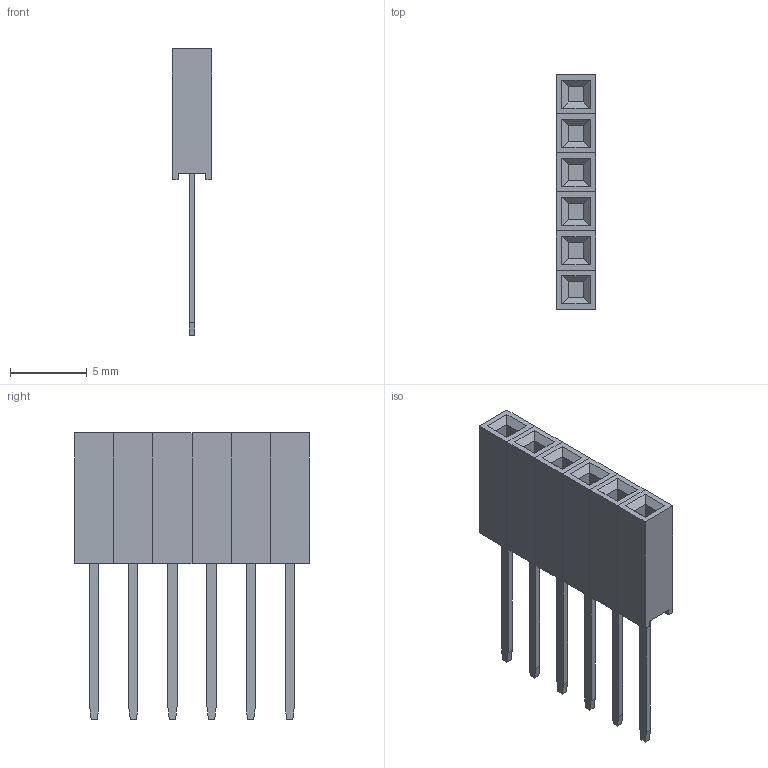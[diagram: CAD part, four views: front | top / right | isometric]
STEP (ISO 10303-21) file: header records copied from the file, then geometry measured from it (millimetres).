
FILE_DESCRIPTION(/* description */ (''),/* implementation_level */ '2;1');
FILE_NAME(/* name */ '6 Pin Long Tail Header.step',/* time_stamp */ '2020-01-31T20:16:16+00:00',/* author */ (''),/* organization */ (''),/* preprocessor_version */ 'ST-DEVELOPER v18',/* originating_system */ 'Autodesk Translation Framework v8.12.0.6',/* authorisation */ '');
FILE_SCHEMA (('AUTOMOTIVE_DESIGN { 1 0 10303 214 3 1 1 }'));
Length unit declared in the file: millimetre
Products named in the file (1): Long Tail Female Header
Bounding box: 2.54 x 15.24 x 18.6 mm (x, y, z)
Volume: 286.1 mm3; surface area: 888.4 mm2
Topology: 6 solids, 6 shells, 156 faces, 372 edges, 240 vertices
Faces by surface type: plane 156
Entity records: 4468 total; most frequent: CARTESIAN_POINT 769, ORIENTED_EDGE 744, DIRECTION 686, LINE 372, VECTOR 372, EDGE_CURVE 372, VERTEX_POINT 240, EDGE_LOOP 168
